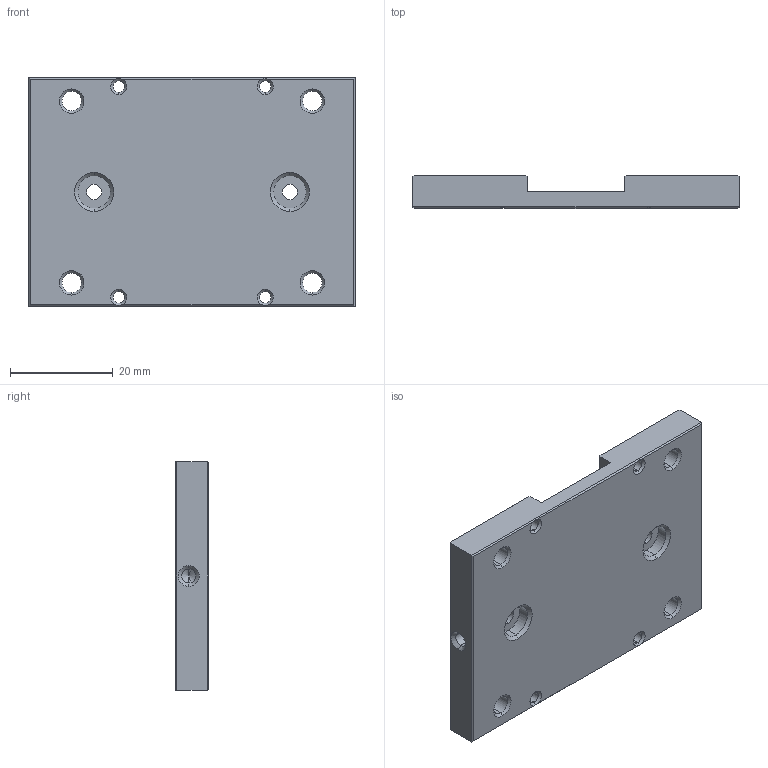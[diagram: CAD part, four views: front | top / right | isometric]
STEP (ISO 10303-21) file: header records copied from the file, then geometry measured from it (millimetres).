
FILE_DESCRIPTION (( 'STEP AP214' ), '1' );
FILE_NAME ('AOM Adaptor Plate 2 modified for rotated Quanta Tech AOM STEP.STEP', '2024-07-23T01:35:42', ( '' ), ( '' ), 'SwSTEP 2.0', 'SolidWorks 2023', '' );
FILE_SCHEMA (( 'AUTOMOTIVE_DESIGN' ));
Length unit declared in the file: inch
Products named in the file (1): AOM Adaptor Plate 2 modified for rotated Quanta Tech AOM STEP
Bounding box: 63.5 x 6.35 x 44.45 mm (x, y, z)
Volume: 14073.1 mm3; surface area: 7850.2 mm2
Topology: 1 solids, 1 shells, 108 faces, 260 edges, 154 vertices
Faces by surface type: cone 48, cylinder 36, plane 24
Entity records: 3171 total; most frequent: DIRECTION 582, CARTESIAN_POINT 543, ORIENTED_EDGE 512, EDGE_CURVE 256, AXIS2_PLACEMENT_3D 225, VERTEX_POINT 154, LINE 132, EDGE_LOOP 132
